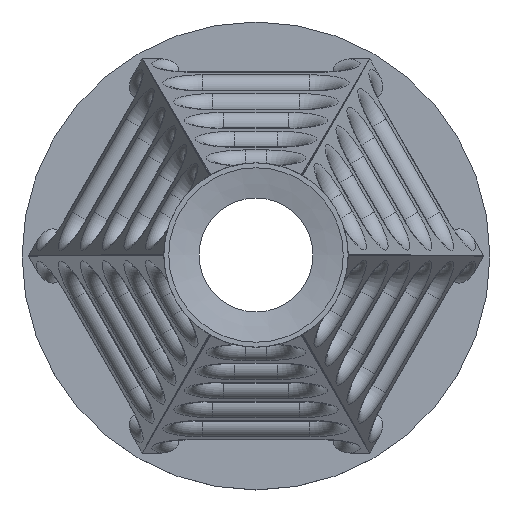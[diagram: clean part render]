
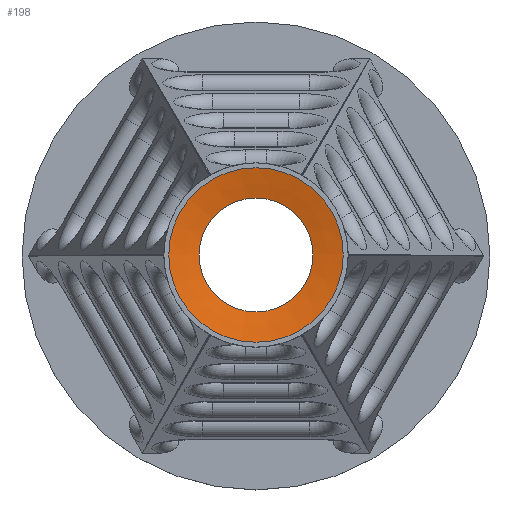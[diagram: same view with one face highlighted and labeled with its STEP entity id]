
A CAD part, top view. The second image highlights one B-rep face of the part: STEP entity #198.
In plain terms, the highlighted conical face has half-angle 77.735 degrees and reference radius 4.33 mm.
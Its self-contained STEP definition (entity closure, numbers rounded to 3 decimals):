
#21 = EDGE_CURVE('',#22,#22,#24,.T.);
#22 = VERTEX_POINT('',#23);
#23 = CARTESIAN_POINT('',(6.63,0.,44.45));
#24 = CIRCLE('',#25,6.63);
#25 = AXIS2_PLACEMENT_3D('',#26,#27,#28);
#26 = CARTESIAN_POINT('',(0.,0.,44.45));
#27 = DIRECTION('',(0.,0.,1.));
#28 = DIRECTION('',(1.,0.,0.));
#198 = ADVANCED_FACE('',(#199),#218,.F.);
#199 = FACE_BOUND('',#200,.T.);
#200 = EDGE_LOOP('',(#201,#209,#210,#211));
#201 = ORIENTED_EDGE('',*,*,#202,.F.);
#202 = EDGE_CURVE('',#22,#203,#205,.T.);
#203 = VERTEX_POINT('',#204);
#204 = CARTESIAN_POINT('',(4.33,0.,43.95));
#205 = LINE('',#206,#207);
#206 = CARTESIAN_POINT('',(4.33,0.,43.95));
#207 = VECTOR('',#208,1.);
#208 = DIRECTION('',(-0.977,-0.,-0.212));
#209 = ORIENTED_EDGE('',*,*,#21,.T.);
#210 = ORIENTED_EDGE('',*,*,#202,.T.);
#211 = ORIENTED_EDGE('',*,*,#212,.F.);
#212 = EDGE_CURVE('',#203,#203,#213,.T.);
#213 = CIRCLE('',#214,4.33);
#214 = AXIS2_PLACEMENT_3D('',#215,#216,#217);
#215 = CARTESIAN_POINT('',(0.,0.,43.95));
#216 = DIRECTION('',(0.,0.,1.));
#217 = DIRECTION('',(1.,0.,0.));
#218 = CONICAL_SURFACE('',#219,4.33,1.357);
#219 = AXIS2_PLACEMENT_3D('',#220,#221,#222);
#220 = CARTESIAN_POINT('',(0.,0.,43.95));
#221 = DIRECTION('',(0.,0.,1.));
#222 = DIRECTION('',(1.,0.,0.));
